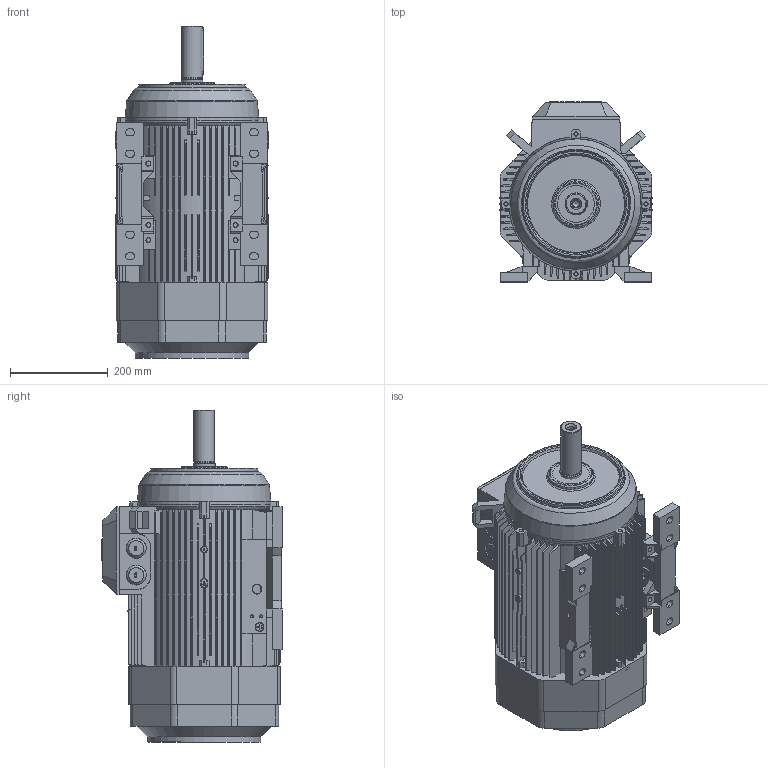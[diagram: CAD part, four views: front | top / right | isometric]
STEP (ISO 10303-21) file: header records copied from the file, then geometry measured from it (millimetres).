
FILE_DESCRIPTION(/* description */ (''),/* implementation_level */ '2;1');
FILE_NAME(/* name */ 'M2AA IE2 160 Long B3.stp',/* time_stamp */ '2015-07-02T11:20:44+02:00',/* author */ (''),/* organization */ (''),/* preprocessor_version */ 'ST-DEVELOPER v14',/* originating_system */ 'SIEMENS PLM Software NX 8.0',/* authorisation */ '');
FILE_SCHEMA (('CONFIG_CONTROL_DESIGN'));
Length unit declared in the file: millimetre
Products named in the file (1): M2AA IE2 160 Long B3_igs
Bounding box: 314 x 369.65 x 680.75 mm (x, y, z)
Volume: 16450149 mm3; surface area: 2109633.7 mm2
Topology: 16 solids, 1036 shells, 1349 faces, 5836 edges, 5449 vertices
Faces by surface type: plane 894, cone 174, cylinder 169, bspline 104, torus 8
Full cylindrical faces by diameter (mm): 6 x4, 6.8 x2, 8 x1, 8.4 x1, 8.5 x8, 10.5 x4, 13 x1, 14 x3, 16 x1, 16.4 x1, 16.629 x1, 16.969 x1, 17 x1, 17.226 x1, 17.568 x1, 40 x1, 41.4 x1, 42 x1, 42.5 x1, 44.4 x2, 45 x3, 53 x1, 232.314 x1, 258.274 x1
Entity records: 75805 total; most frequent: CARTESIAN_POINT 32505, DIRECTION 6928, ORIENTED_EDGE 6542, EDGE_CURVE 5721, VERTEX_POINT 5444, LINE 3050, VECTOR 3050, AXIS2_PLACEMENT_3D 1939
